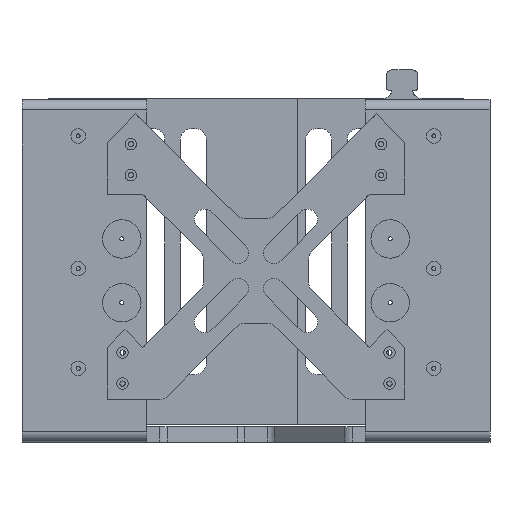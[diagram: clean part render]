
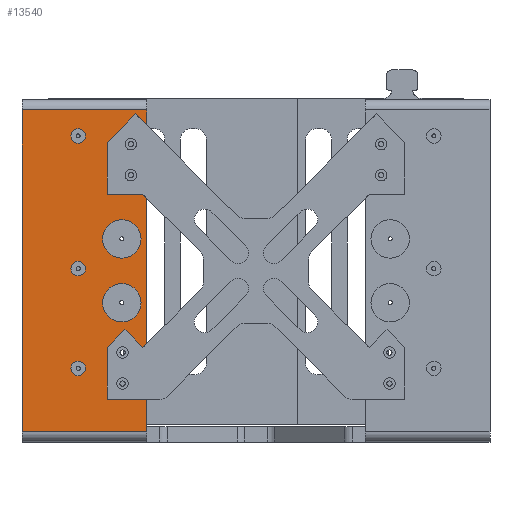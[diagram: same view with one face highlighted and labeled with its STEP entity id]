
A CAD part, front view. The second image highlights one B-rep face of the part: STEP entity #13540.
In plain terms, the highlighted planar face has unit normal (0, -1, 0).
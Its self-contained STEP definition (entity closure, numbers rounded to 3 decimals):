
#159=FACE_BOUND('',#1932,.T.);
#160=FACE_BOUND('',#1933,.T.);
#161=FACE_BOUND('',#1934,.T.);
#162=FACE_BOUND('',#1935,.T.);
#163=FACE_BOUND('',#1936,.T.);
#499=PLANE('',#14598);
#1069=FACE_OUTER_BOUND('',#1931,.T.);
#1931=EDGE_LOOP('',(#10781,#10782,#10783,#10784,#10785,#10786,#10787,#10788,
#10789,#10790,#10791,#10792,#10793,#10794,#10795,#10796));
#1932=EDGE_LOOP('',(#10797));
#1933=EDGE_LOOP('',(#10798));
#1934=EDGE_LOOP('',(#10799));
#1935=EDGE_LOOP('',(#10800));
#1936=EDGE_LOOP('',(#10801));
#3094=LINE('',#21223,#4416);
#3115=LINE('',#21267,#4437);
#3116=LINE('',#21271,#4438);
#3117=LINE('',#21273,#4439);
#3118=LINE('',#21275,#4440);
#3119=LINE('',#21277,#4441);
#3120=LINE('',#21279,#4442);
#3121=LINE('',#21281,#4443);
#3122=LINE('',#21283,#4444);
#3123=LINE('',#21285,#4445);
#3124=LINE('',#21287,#4446);
#3125=LINE('',#21289,#4447);
#3126=LINE('',#21291,#4448);
#3127=LINE('',#21293,#4449);
#3128=LINE('',#21295,#4450);
#3129=LINE('',#21296,#4451);
#4416=VECTOR('',#17175,10.);
#4437=VECTOR('',#17222,10.);
#4438=VECTOR('',#17227,10.);
#4439=VECTOR('',#17228,10.);
#4440=VECTOR('',#17229,10.);
#4441=VECTOR('',#17230,10.);
#4442=VECTOR('',#17231,10.);
#4443=VECTOR('',#17232,10.);
#4444=VECTOR('',#17233,10.);
#4445=VECTOR('',#17234,10.);
#4446=VECTOR('',#17235,10.);
#4447=VECTOR('',#17236,10.);
#4448=VECTOR('',#17237,10.);
#4449=VECTOR('',#17238,10.);
#4450=VECTOR('',#17239,10.);
#4451=VECTOR('',#17240,10.);
#5430=CIRCLE('',#14599,18.5);
#5431=CIRCLE('',#14600,18.5);
#5432=CIRCLE('',#14601,7.);
#5433=CIRCLE('',#14602,7.);
#5434=CIRCLE('',#14603,7.);
#6378=VERTEX_POINT('',#21220);
#6379=VERTEX_POINT('',#21222);
#6389=VERTEX_POINT('',#21266);
#6390=VERTEX_POINT('',#21270);
#6391=VERTEX_POINT('',#21272);
#6392=VERTEX_POINT('',#21274);
#6393=VERTEX_POINT('',#21276);
#6394=VERTEX_POINT('',#21278);
#6395=VERTEX_POINT('',#21280);
#6396=VERTEX_POINT('',#21282);
#6397=VERTEX_POINT('',#21284);
#6398=VERTEX_POINT('',#21286);
#6399=VERTEX_POINT('',#21288);
#6400=VERTEX_POINT('',#21290);
#6401=VERTEX_POINT('',#21292);
#6402=VERTEX_POINT('',#21294);
#6403=VERTEX_POINT('',#21297);
#6404=VERTEX_POINT('',#21299);
#6405=VERTEX_POINT('',#21301);
#6406=VERTEX_POINT('',#21303);
#6407=VERTEX_POINT('',#21305);
#7956=EDGE_CURVE('',#6379,#6378,#3094,.T.);
#7980=EDGE_CURVE('',#6379,#6389,#3115,.T.);
#7982=EDGE_CURVE('',#6390,#6378,#3116,.T.);
#7983=EDGE_CURVE('',#6390,#6391,#3117,.T.);
#7984=EDGE_CURVE('',#6391,#6392,#3118,.T.);
#7985=EDGE_CURVE('',#6392,#6393,#3119,.T.);
#7986=EDGE_CURVE('',#6393,#6394,#3120,.T.);
#7987=EDGE_CURVE('',#6394,#6395,#3121,.T.);
#7988=EDGE_CURVE('',#6395,#6396,#3122,.T.);
#7989=EDGE_CURVE('',#6396,#6397,#3123,.T.);
#7990=EDGE_CURVE('',#6397,#6398,#3124,.T.);
#7991=EDGE_CURVE('',#6398,#6399,#3125,.T.);
#7992=EDGE_CURVE('',#6399,#6400,#3126,.T.);
#7993=EDGE_CURVE('',#6400,#6401,#3127,.T.);
#7994=EDGE_CURVE('',#6401,#6402,#3128,.T.);
#7995=EDGE_CURVE('',#6402,#6389,#3129,.T.);
#7996=EDGE_CURVE('',#6403,#6403,#5430,.T.);
#7997=EDGE_CURVE('',#6404,#6404,#5431,.T.);
#7998=EDGE_CURVE('',#6405,#6405,#5432,.T.);
#7999=EDGE_CURVE('',#6406,#6406,#5433,.T.);
#8000=EDGE_CURVE('',#6407,#6407,#5434,.T.);
#10781=ORIENTED_EDGE('',*,*,#7980,.F.);
#10782=ORIENTED_EDGE('',*,*,#7956,.T.);
#10783=ORIENTED_EDGE('',*,*,#7982,.F.);
#10784=ORIENTED_EDGE('',*,*,#7983,.T.);
#10785=ORIENTED_EDGE('',*,*,#7984,.T.);
#10786=ORIENTED_EDGE('',*,*,#7985,.T.);
#10787=ORIENTED_EDGE('',*,*,#7986,.T.);
#10788=ORIENTED_EDGE('',*,*,#7987,.T.);
#10789=ORIENTED_EDGE('',*,*,#7988,.T.);
#10790=ORIENTED_EDGE('',*,*,#7989,.T.);
#10791=ORIENTED_EDGE('',*,*,#7990,.T.);
#10792=ORIENTED_EDGE('',*,*,#7991,.T.);
#10793=ORIENTED_EDGE('',*,*,#7992,.T.);
#10794=ORIENTED_EDGE('',*,*,#7993,.T.);
#10795=ORIENTED_EDGE('',*,*,#7994,.T.);
#10796=ORIENTED_EDGE('',*,*,#7995,.T.);
#10797=ORIENTED_EDGE('',*,*,#7996,.T.);
#10798=ORIENTED_EDGE('',*,*,#7997,.T.);
#10799=ORIENTED_EDGE('',*,*,#7998,.T.);
#10800=ORIENTED_EDGE('',*,*,#7999,.T.);
#10801=ORIENTED_EDGE('',*,*,#8000,.T.);
#13540=ADVANCED_FACE('',(#1069,#159,#160,#161,#162,#163),#499,.F.);
#14598=AXIS2_PLACEMENT_3D('',#21269,#17225,#17226);
#14599=AXIS2_PLACEMENT_3D('',#21298,#17241,#17242);
#14600=AXIS2_PLACEMENT_3D('',#21300,#17243,#17244);
#14601=AXIS2_PLACEMENT_3D('',#21302,#17245,#17246);
#14602=AXIS2_PLACEMENT_3D('',#21304,#17247,#17248);
#14603=AXIS2_PLACEMENT_3D('',#21306,#17249,#17250);
#17175=DIRECTION('',(0.,0.,-1.));
#17222=DIRECTION('',(1.,0.,0.));
#17225=DIRECTION('center_axis',(0.,1.,0.));
#17226=DIRECTION('ref_axis',(-1.,0.,0.));
#17227=DIRECTION('',(-1.,0.,0.));
#17228=DIRECTION('',(0.,0.,1.));
#17229=DIRECTION('',(-1.,0.,0.));
#17230=DIRECTION('',(0.,0.,1.));
#17231=DIRECTION('',(0.707,0.,0.707));
#17232=DIRECTION('',(0.707,0.,-0.707));
#17233=DIRECTION('',(0.707,0.,0.707));
#17234=DIRECTION('',(0.,0.,1.));
#17235=DIRECTION('',(-0.707,0.,0.707));
#17236=DIRECTION('',(-1.,0.,0.));
#17237=DIRECTION('',(0.,0.,1.));
#17238=DIRECTION('',(0.707,0.,0.707));
#17239=DIRECTION('',(0.707,0.,-0.707));
#17240=DIRECTION('',(0.,0.,1.));
#17241=DIRECTION('center_axis',(0.,1.,0.));
#17242=DIRECTION('ref_axis',(1.,0.,0.));
#17243=DIRECTION('center_axis',(0.,1.,0.));
#17244=DIRECTION('ref_axis',(1.,0.,0.));
#17245=DIRECTION('center_axis',(0.,1.,0.));
#17246=DIRECTION('ref_axis',(1.,0.,0.));
#17247=DIRECTION('center_axis',(0.,1.,0.));
#17248=DIRECTION('ref_axis',(1.,0.,0.));
#17249=DIRECTION('center_axis',(0.,1.,0.));
#17250=DIRECTION('ref_axis',(1.,0.,0.));
#21220=CARTESIAN_POINT('',(-225.5,70.,-155.048));
#21222=CARTESIAN_POINT('',(-225.5,70.,155.048));
#21223=CARTESIAN_POINT('',(-225.5,70.,-165.048));
#21266=CARTESIAN_POINT('',(-105.5,70.,155.048));
#21267=CARTESIAN_POINT('',(-189.077,70.,155.048));
#21269=CARTESIAN_POINT('Origin',(-165.5,70.,0.));
#21270=CARTESIAN_POINT('',(-105.5,70.,-155.048));
#21271=CARTESIAN_POINT('',(-135.5,70.,-155.048));
#21272=CARTESIAN_POINT('',(-105.5,70.,-123.744));
#21273=CARTESIAN_POINT('',(-105.5,70.,-165.048));
#21274=CARTESIAN_POINT('',(-143.388,70.,-123.744));
#21275=CARTESIAN_POINT('',(-126.944,70.,-123.744));
#21276=CARTESIAN_POINT('',(-143.388,70.,-73.744));
#21277=CARTESIAN_POINT('',(-143.388,70.,-61.872));
#21278=CARTESIAN_POINT('',(-126.244,70.,-56.599));
#21279=CARTESIAN_POINT('',(-130.48,70.,-60.836));
#21280=CARTESIAN_POINT('',(-109.099,70.,-73.744));
#21281=CARTESIAN_POINT('',(-150.208,70.,-32.635));
#21282=CARTESIAN_POINT('',(-105.5,70.,-70.145));
#21283=CARTESIAN_POINT('',(-104.763,70.,-69.408));
#21284=CARTESIAN_POINT('',(-105.5,70.,70.145));
#21285=CARTESIAN_POINT('',(-105.5,70.,-165.048));
#21286=CARTESIAN_POINT('',(-109.099,70.,73.744));
#21287=CARTESIAN_POINT('',(-67.892,70.,32.536));
#21288=CARTESIAN_POINT('',(-143.388,70.,73.744));
#21289=CARTESIAN_POINT('',(-137.3,70.,73.744));
#21290=CARTESIAN_POINT('',(-143.388,70.,123.744));
#21291=CARTESIAN_POINT('',(-143.388,70.,36.872));
#21292=CARTESIAN_POINT('',(-115.888,70.,151.244));
#21293=CARTESIAN_POINT('',(-179.852,70.,87.28));
#21294=CARTESIAN_POINT('',(-105.5,70.,140.855));
#21295=CARTESIAN_POINT('',(-90.48,70.,125.836));
#21296=CARTESIAN_POINT('',(-105.5,70.,-165.048));
#21297=CARTESIAN_POINT('',(-147.782,70.,30.735));
#21298=CARTESIAN_POINT('Origin',(-129.282,70.,30.735));
#21299=CARTESIAN_POINT('',(-147.782,70.,-30.735));
#21300=CARTESIAN_POINT('Origin',(-129.282,70.,-30.735));
#21301=CARTESIAN_POINT('',(-178.353,70.,-93.952));
#21302=CARTESIAN_POINT('Origin',(-171.353,70.,-93.952));
#21303=CARTESIAN_POINT('',(-178.353,70.,2.048));
#21304=CARTESIAN_POINT('Origin',(-171.353,70.,2.048));
#21305=CARTESIAN_POINT('',(-178.353,70.,130.048));
#21306=CARTESIAN_POINT('Origin',(-171.353,70.,130.048));
